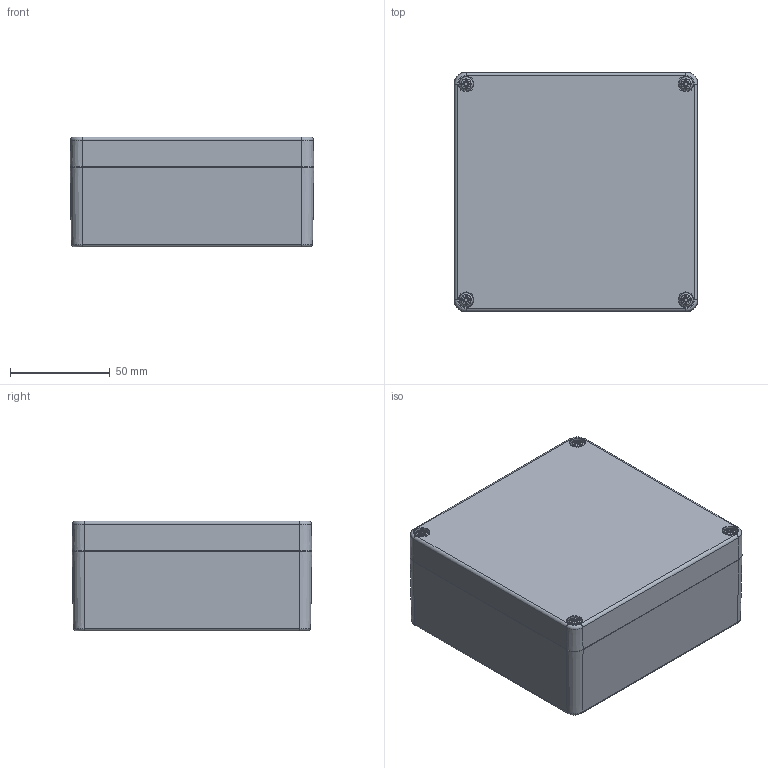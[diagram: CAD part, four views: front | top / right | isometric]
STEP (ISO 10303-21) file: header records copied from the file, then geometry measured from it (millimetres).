
FILE_DESCRIPTION((''),'2;1');
FILE_NAME('0401104200-MBT_121255_VE.stp','2015-12-16T09:47:39',('robin.rentz'),(''),'Autodesk Inventor 2012','Autodesk Inventor 2012','');
FILE_SCHEMA(('AUTOMOTIVE_DESIGN { 1 2 10303 214 0 1 1 1 }'));
Length unit declared in the file: millimetre
Products named in the file (6): 0401104200-MBT_121255_VE; 0401104102-UT_121240_VE; 0401104101-OT_121215_VE; xxx-O-Ring--OT--MBM-MBT_121215; 1990000007 M4 Gewindebuchse; 1990000276 Schraube BM4x24_11
Assembly tree (11 placements, depth 2):
  0401104200-MBT_121255_VE
    0401104102-UT_121240_VE
    0401104101-OT_121215_VE
    xxx-O-Ring--OT--MBM-MBT_121215
    1990000007 M4 Gewindebuchse  x4
    1990000276 Schraube BM4x24_11  x4
Bounding box: 122 x 120 x 55.03 mm (x, y, z)
Volume: 172212.5 mm3; surface area: 126450.4 mm2
Topology: 11 solids, 11 shells, 1793 faces, 4286 edges, 2568 vertices
Faces by surface type: plane 611, cylinder 492, cone 368, torus 286, bspline 32, sphere 4
Full cylindrical faces by diameter (mm): 3.242 x4, 3.3 x4, 4 x4, 4.4 x4, 4.5 x8, 4.8 x4, 5.1 x4, 6.8 x4, 7 x4, 7.5 x4, 8 x4
Entity records: 28271 total; most frequent: CARTESIAN_POINT 5677, DIRECTION 5144, ORIENTED_EDGE 4394, EDGE_CURVE 2197, AXIS2_PLACEMENT_3D 2154, VERTEX_POINT 1359, CIRCLE 1157, EDGE_LOOP 1140
